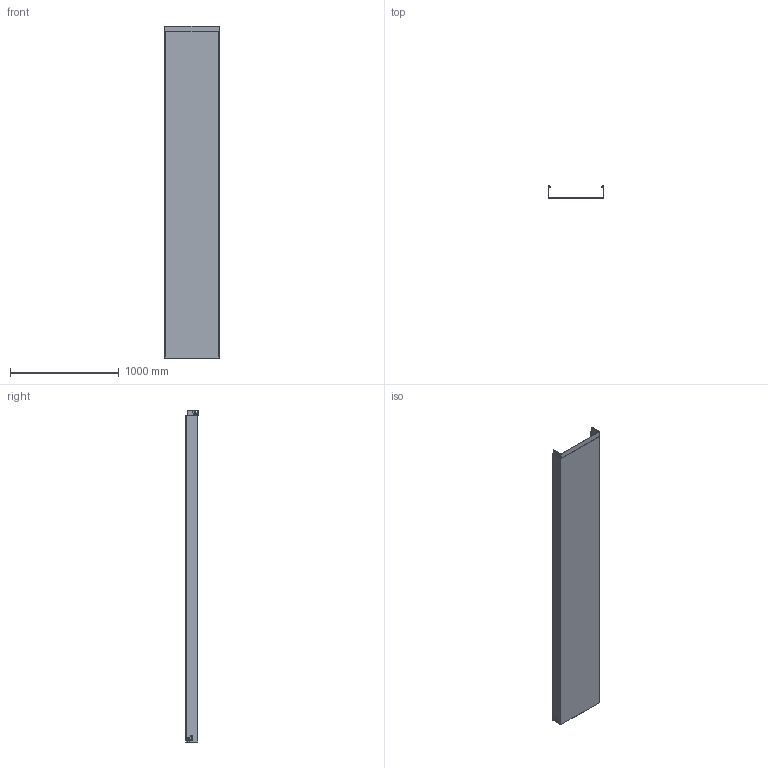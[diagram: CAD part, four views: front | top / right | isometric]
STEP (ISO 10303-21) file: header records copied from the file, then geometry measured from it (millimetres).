
FILE_DESCRIPTION (( 'STEP AP214' ), '1' );
FILE_NAME ('6059426.STEP', '2025-08-21T09:36:42', ( '' ), ( '' ), 'SwSTEP 2.0', 'SolidWorks 2024', '' );
FILE_SCHEMA (( 'AUTOMOTIVE_DESIGN' ));
Length unit declared in the file: millimetre
Products named in the file (1): 6059426
Bounding box: 505.44 x 111.75 x 3050 mm (x, y, z)
Volume: 2268394.4 mm3; surface area: 4545503.3 mm2
Topology: 1 solids, 1 shells, 398 faces, 1092 edges, 688 vertices
Faces by surface type: plane 184, cylinder 176, bspline 24, cone 6, torus 4, sphere 4
Entity records: 13245 total; most frequent: CARTESIAN_POINT 2997, ORIENTED_EDGE 2184, DIRECTION 2140, EDGE_CURVE 1092, AXIS2_PLACEMENT_3D 739, VERTEX_POINT 688, LINE 662, VECTOR 662
